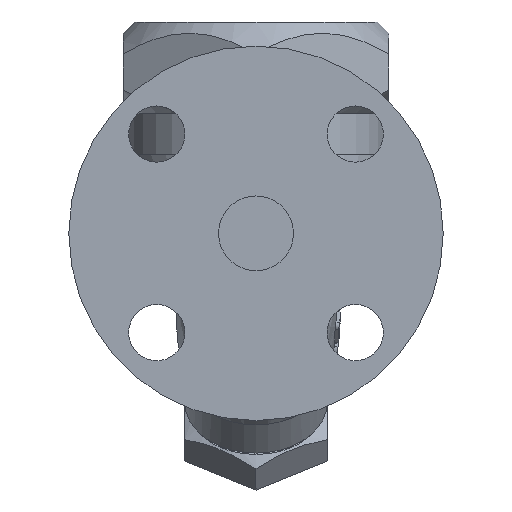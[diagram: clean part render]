
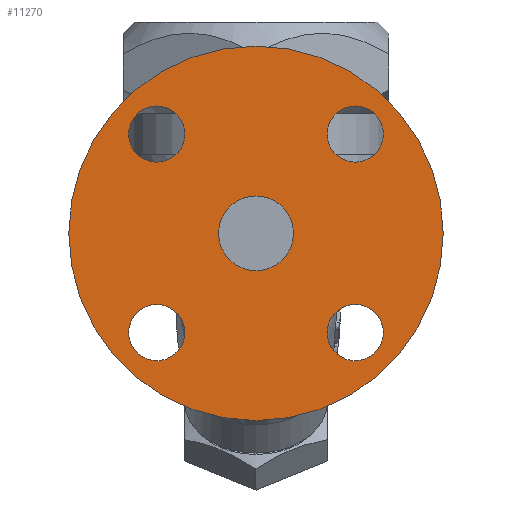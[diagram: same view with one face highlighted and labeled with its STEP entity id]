
A CAD part, left-side view. The second image highlights one B-rep face of the part: STEP entity #11270.
In plain terms, the highlighted planar face has unit normal (-1, 0, 0).
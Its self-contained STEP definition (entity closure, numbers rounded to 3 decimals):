
#105=CARTESIAN_POINT('',(-97.5,0.,-31.));
#106=VERTEX_POINT('',#105);
#107=CARTESIAN_POINT('',(-97.5,0.0,-21.));
#108=DIRECTION('',(1.0,0.0,0.0));
#109=DIRECTION('',(0.0,0.0,1.0));
#110=AXIS2_PLACEMENT_3D('',#107,#108,#109);
#111=CIRCLE('',#110,10.0);
#112=EDGE_CURVE('',#106,#106,#111,.T.);
#244=CARTESIAN_POINT('',(-97.5,0.,-71.));
#245=VERTEX_POINT('',#244);
#246=CARTESIAN_POINT('',(-97.5,0.0,-21.));
#247=DIRECTION('',(-1.0,0.0,0.0));
#248=DIRECTION('',(0.0,0.0,1.0));
#249=AXIS2_PLACEMENT_3D('',#246,#247,#248);
#250=CIRCLE('',#249,50.0);
#251=EDGE_CURVE('',#245,#245,#250,.T.);
#267=CARTESIAN_POINT('',(-97.5,-19.017,-47.517));
#268=VERTEX_POINT('',#267);
#269=CARTESIAN_POINT('',(-97.5,-26.517,-47.517));
#270=DIRECTION('',(1.0,0.0,0.0));
#271=DIRECTION('',(0.0,1.0,0.0));
#272=AXIS2_PLACEMENT_3D('',#269,#270,#271);
#273=CIRCLE('',#272,7.5);
#274=EDGE_CURVE('',#268,#268,#273,.T.);
#287=CARTESIAN_POINT('',(-97.5,26.517,-40.017));
#288=VERTEX_POINT('',#287);
#289=CARTESIAN_POINT('',(-97.5,26.517,-47.517));
#290=DIRECTION('',(1.0,0.0,0.0));
#291=DIRECTION('',(0.0,0.0,1.0));
#292=AXIS2_PLACEMENT_3D('',#289,#290,#291);
#293=CIRCLE('',#292,7.5);
#294=EDGE_CURVE('',#288,#288,#293,.T.);
#307=CARTESIAN_POINT('',(-97.5,19.017,5.517));
#308=VERTEX_POINT('',#307);
#309=CARTESIAN_POINT('',(-97.5,26.517,5.517));
#310=DIRECTION('',(1.0,0.0,0.0));
#311=DIRECTION('',(0.0,-1.0,0.0));
#312=AXIS2_PLACEMENT_3D('',#309,#310,#311);
#313=CIRCLE('',#312,7.5);
#314=EDGE_CURVE('',#308,#308,#313,.T.);
#327=CARTESIAN_POINT('',(-97.5,-26.517,-1.983));
#328=VERTEX_POINT('',#327);
#329=CARTESIAN_POINT('',(-97.5,-26.517,5.517));
#330=DIRECTION('',(1.0,0.0,0.0));
#331=DIRECTION('',(0.0,0.0,-1.0));
#332=AXIS2_PLACEMENT_3D('',#329,#330,#331);
#333=CIRCLE('',#332,7.5);
#334=EDGE_CURVE('',#328,#328,#333,.T.);
#11247=CARTESIAN_POINT('',(-97.5,0.0,-31.5));
#11248=DIRECTION('',(-1.0,0.0,0.0));
#11249=DIRECTION('',(0.0,0.0,1.0));
#11250=AXIS2_PLACEMENT_3D('',#11247,#11248,#11249);
#11251=PLANE('',#11250);
#11252=ORIENTED_EDGE('',*,*,#251,.T.);
#11253=EDGE_LOOP('',(#11252));
#11254=FACE_OUTER_BOUND('',#11253,.T.);
#11255=ORIENTED_EDGE('',*,*,#112,.T.);
#11256=EDGE_LOOP('',(#11255));
#11257=FACE_BOUND('',#11256,.T.);
#11258=ORIENTED_EDGE('',*,*,#274,.T.);
#11259=EDGE_LOOP('',(#11258));
#11260=FACE_BOUND('',#11259,.T.);
#11261=ORIENTED_EDGE('',*,*,#294,.T.);
#11262=EDGE_LOOP('',(#11261));
#11263=FACE_BOUND('',#11262,.T.);
#11264=ORIENTED_EDGE('',*,*,#314,.T.);
#11265=EDGE_LOOP('',(#11264));
#11266=FACE_BOUND('',#11265,.T.);
#11267=ORIENTED_EDGE('',*,*,#334,.T.);
#11268=EDGE_LOOP('',(#11267));
#11269=FACE_BOUND('',#11268,.T.);
#11270=ADVANCED_FACE('',(#11254,#11257,#11260,#11263,#11266,#11269),#11251,.T.);
